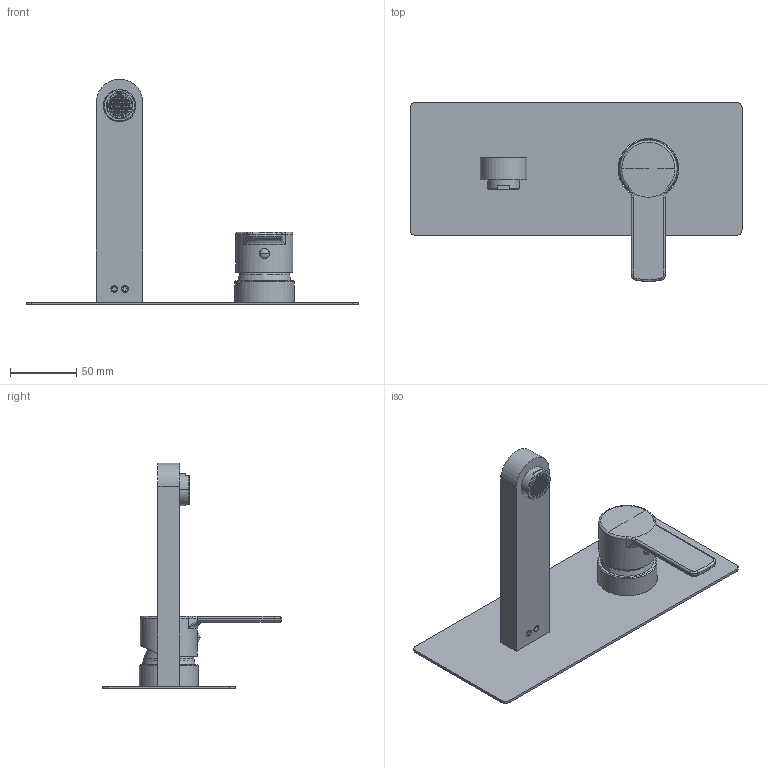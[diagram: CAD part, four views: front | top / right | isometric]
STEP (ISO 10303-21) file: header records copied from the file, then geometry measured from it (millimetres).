
FILE_DESCRIPTION((''),'2;1');
FILE_NAME('RED104CR','2021-11-08T15:52:08',('ut3'),('PAFFONI SpA'),'CREO PARAMETRIC BY PTC INC, 2020044','CREO PARAMETRIC BY PTC INC, 2020044','');
FILE_SCHEMA(('CONFIG_CONTROL_DESIGN','SHAPE_APPEARANCE_LAYERS_GROUPS'));
Products named in the file (1): RED104CR
Bounding box: 250 x 134.91 x 170 mm (x, y, z)
Volume: 175420.6 mm3; surface area: 111470.4 mm2
Topology: 4 solids, 4 shells, 2523 faces, 7248 edges, 4709 vertices
Faces by surface type: plane 2012, cylinder 285, torus 90, cone 68, bspline 40, sphere 28
Entity records: 96814 total; most frequent: CARTESIAN_POINT 20841, ORIENTED_EDGE 14480, DIRECTION 13537, EDGE_CURVE 7240, VECTOR 4949, LINE 4949, VERTEX_POINT 4709, AXIS2_PLACEMENT_3D 4294
